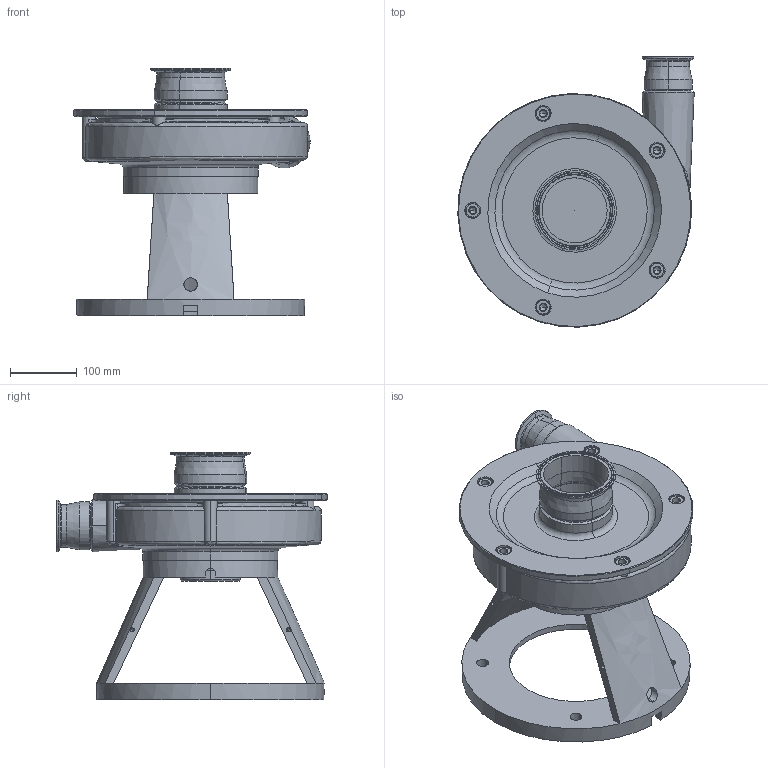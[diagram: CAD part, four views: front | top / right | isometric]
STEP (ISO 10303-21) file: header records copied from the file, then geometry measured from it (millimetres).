
FILE_DESCRIPTION (( 'STEP AP214' ), '1' );
FILE_NAME ('FPR 3652 360TSC VERT.STEP', '2023-04-28T16:19:09', ( '' ), ( '' ), 'SwSTEP 2.0', 'SolidWorks 2023', '' );
FILE_SCHEMA (( 'AUTOMOTIVE_DESIGN' ));
Length unit declared in the file: millimetre
Products named in the file (1): FPR 3652 360TSC VERT
Bounding box: 353.89 x 404.89 x 371 mm (x, y, z)
Volume: 5398429.3 mm3; surface area: 957347.8 mm2
Topology: 1 solids, 3 shells, 751 faces, 1882 edges, 1152 vertices
Faces by surface type: cylinder 219, plane 176, bspline 137, cone 121, torus 74, sphere 24
Entity records: 34382 total; most frequent: CARTESIAN_POINT 17362, ORIENTED_EDGE 3672, DIRECTION 3332, EDGE_CURVE 1836, AXIS2_PLACEMENT_3D 1326, VERTEX_POINT 1148, EDGE_LOOP 850, FACE_OUTER_BOUND 751
